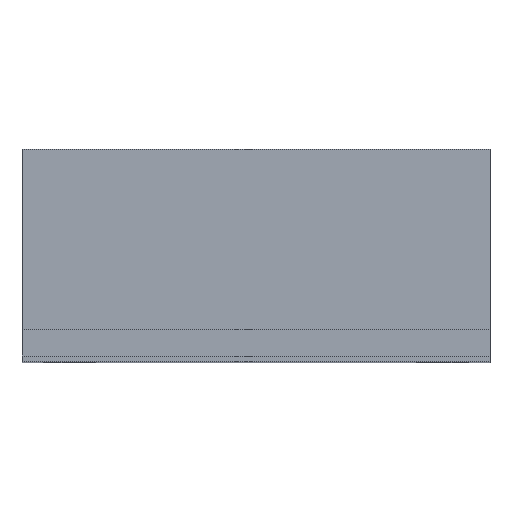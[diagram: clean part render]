
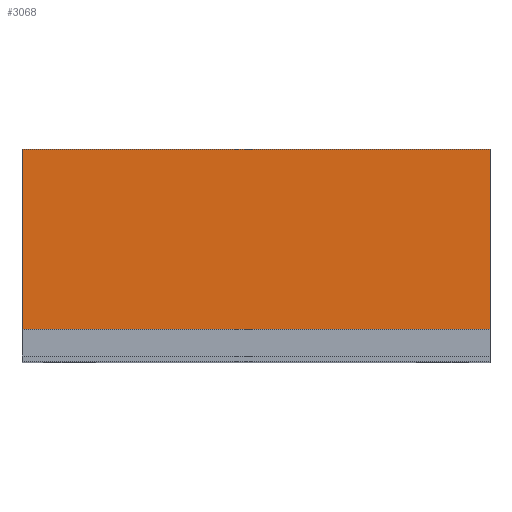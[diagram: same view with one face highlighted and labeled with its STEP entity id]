
A CAD part, top view. The second image highlights one B-rep face of the part: STEP entity #3068.
In plain terms, the highlighted planar face has unit normal (0, 0, 1).
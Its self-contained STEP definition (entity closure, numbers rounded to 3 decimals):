
#55 = VERTEX_POINT ( 'NONE', #1498 ) ;
#58 = CARTESIAN_POINT ( 'NONE',  ( 1.6, 1.455, 2.1 ) ) ;
#198 = VECTOR ( 'NONE', #2434, 1000. ) ;
#286 = VECTOR ( 'NONE', #1112, 1000. ) ;
#410 = DIRECTION ( 'NONE',  ( -1., 0., 0. ) ) ;
#487 = EDGE_CURVE ( 'NONE', #3190, #55, #1641, .T. ) ;
#540 = EDGE_CURVE ( 'NONE', #568, #2855, #1582, .T. ) ;
#568 = VERTEX_POINT ( 'NONE', #3224 ) ;
#723 = CARTESIAN_POINT ( 'NONE',  ( 1.6, 1.455, 2.1 ) ) ;
#1112 = DIRECTION ( 'NONE',  ( 0., -1., 0. ) ) ;
#1249 = VECTOR ( 'NONE', #3816, 1000. ) ;
#1360 = CARTESIAN_POINT ( 'NONE',  ( -1.6, 1.455, 2.1 ) ) ;
#1365 = CARTESIAN_POINT ( 'NONE',  ( -1.6, 1.455, 2.1 ) ) ;
#1444 = CARTESIAN_POINT ( 'NONE',  ( -1.6, 0.224, 2.1 ) ) ;
#1498 = CARTESIAN_POINT ( 'NONE',  ( 1.6, 0.224, 2.1 ) ) ;
#1582 = LINE ( 'NONE', #1360, #198 ) ;
#1610 = ORIENTED_EDGE ( 'NONE', *, *, #540, .T. ) ;
#1641 = LINE ( 'NONE', #58, #286 ) ;
#2341 = ORIENTED_EDGE ( 'NONE', *, *, #3977, .F. ) ;
#2380 = PLANE ( 'NONE',  #2944 ) ;
#2434 = DIRECTION ( 'NONE',  ( 0., -1., 0. ) ) ;
#2594 = LINE ( 'NONE', #1365, #3962 ) ;
#2718 = DIRECTION ( 'NONE',  ( 1., 0., 0. ) ) ;
#2784 = ORIENTED_EDGE ( 'NONE', *, *, #3857, .F. ) ;
#2807 = FACE_OUTER_BOUND ( 'NONE', #3520, .T. ) ;
#2855 = VERTEX_POINT ( 'NONE', #1444 ) ;
#2888 = DIRECTION ( 'NONE',  ( 0., 0., -1. ) ) ;
#2944 = AXIS2_PLACEMENT_3D ( 'NONE', #3617, #2888, #410 ) ;
#2946 = ORIENTED_EDGE ( 'NONE', *, *, #487, .F. ) ;
#3017 = CARTESIAN_POINT ( 'NONE',  ( -1.6, 0.224, 2.1 ) ) ;
#3068 = ADVANCED_FACE ( 'NONE', ( #2807 ), #2380, .F. ) ;
#3190 = VERTEX_POINT ( 'NONE', #723 ) ;
#3224 = CARTESIAN_POINT ( 'NONE',  ( -1.6, 1.455, 2.1 ) ) ;
#3520 = EDGE_LOOP ( 'NONE', ( #2341, #2946, #2784, #1610 ) ) ;
#3617 = CARTESIAN_POINT ( 'NONE',  ( -1.6, 1.455, 2.1 ) ) ;
#3816 = DIRECTION ( 'NONE',  ( -1., 0., 0. ) ) ;
#3857 = EDGE_CURVE ( 'NONE', #568, #3190, #2594, .T. ) ;
#3962 = VECTOR ( 'NONE', #2718, 1000. ) ;
#3977 = EDGE_CURVE ( 'NONE', #55, #2855, #4048, .T. ) ;
#4048 = LINE ( 'NONE', #3017, #1249 ) ;
